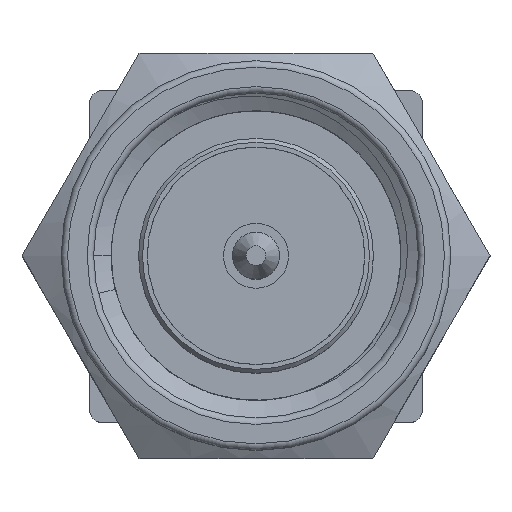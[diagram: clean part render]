
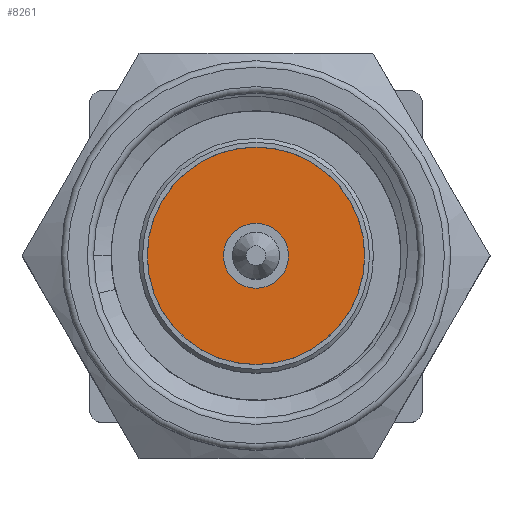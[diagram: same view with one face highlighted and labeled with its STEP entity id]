
A CAD part, top view. The second image highlights one B-rep face of the part: STEP entity #8261.
In plain terms, the highlighted planar face has unit normal (0, 0, 1).
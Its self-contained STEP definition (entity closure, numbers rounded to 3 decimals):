
#8079 = VERTEX_POINT('',#8080);
#8080 = CARTESIAN_POINT('',(2.125,0.,5.071));
#8087 = CYLINDRICAL_SURFACE('',#8088,2.125);
#8088 = AXIS2_PLACEMENT_3D('',#8089,#8090,#8091);
#8089 = CARTESIAN_POINT('',(-0.,0.,-4.429));
#8090 = DIRECTION('',(-0.,0.,-1.));
#8091 = DIRECTION('',(1.,0.,-0.));
#8106 = EDGE_CURVE('',#8079,#8079,#8107,.T.);
#8107 = SURFACE_CURVE('',#8108,(#8113,#8120),.PCURVE_S1.);
#8108 = CIRCLE('',#8109,2.125);
#8109 = AXIS2_PLACEMENT_3D('',#8110,#8111,#8112);
#8110 = CARTESIAN_POINT('',(0.,0.,5.071));
#8111 = DIRECTION('',(0.,0.,-1.));
#8112 = DIRECTION('',(1.,0.,0.));
#8113 = PCURVE('',#8087,#8114);
#8114 = DEFINITIONAL_REPRESENTATION('',(#8115),#8119);
#8115 = LINE('',#8116,#8117);
#8116 = CARTESIAN_POINT('',(0.,-9.5));
#8117 = VECTOR('',#8118,1.);
#8118 = DIRECTION('',(1.,0.));
#8119 = ( GEOMETRIC_REPRESENTATION_CONTEXT(2) 
PARAMETRIC_REPRESENTATION_CONTEXT() REPRESENTATION_CONTEXT('2D SPACE',''
  ) );
#8120 = PCURVE('',#8121,#8126);
#8121 = PLANE('',#8122);
#8122 = AXIS2_PLACEMENT_3D('',#8123,#8124,#8125);
#8123 = CARTESIAN_POINT('',(0.,0.,5.071));
#8124 = DIRECTION('',(0.,0.,1.));
#8125 = DIRECTION('',(1.,0.,0.));
#8126 = DEFINITIONAL_REPRESENTATION('',(#8127),#8135);
#8127 = ( BOUNDED_CURVE() B_SPLINE_CURVE(2,(#8128,#8129,#8130,#8131,
#8132,#8133,#8134),.UNSPECIFIED.,.T.,.F.) B_SPLINE_CURVE_WITH_KNOTS((1,2
    ,2,2,2,1),(-2.094,0.,2.094,4.189,
6.283,8.378),.UNSPECIFIED.) CURVE() 
GEOMETRIC_REPRESENTATION_ITEM() RATIONAL_B_SPLINE_CURVE((1.,0.5,1.,0.5,
1.,0.5,1.)) REPRESENTATION_ITEM('') );
#8128 = CARTESIAN_POINT('',(2.125,0.));
#8129 = CARTESIAN_POINT('',(2.125,-3.681));
#8130 = CARTESIAN_POINT('',(-1.063,-1.841));
#8131 = CARTESIAN_POINT('',(-4.251,0.));
#8132 = CARTESIAN_POINT('',(-1.063,1.841));
#8133 = CARTESIAN_POINT('',(2.125,3.681));
#8134 = CARTESIAN_POINT('',(2.125,0.));
#8135 = ( GEOMETRIC_REPRESENTATION_CONTEXT(2) 
PARAMETRIC_REPRESENTATION_CONTEXT() REPRESENTATION_CONTEXT('2D SPACE',''
  ) );
#8175 = VERTEX_POINT('',#8176);
#8176 = CARTESIAN_POINT('',(0.635,0.,5.071));
#8183 = CYLINDRICAL_SURFACE('',#8184,0.635);
#8184 = AXIS2_PLACEMENT_3D('',#8185,#8186,#8187);
#8185 = CARTESIAN_POINT('',(-0.,0.,-4.429));
#8186 = DIRECTION('',(-0.,0.,-1.));
#8187 = DIRECTION('',(1.,0.,-0.));
#8202 = EDGE_CURVE('',#8175,#8175,#8203,.T.);
#8203 = SURFACE_CURVE('',#8204,(#8209,#8216),.PCURVE_S1.);
#8204 = CIRCLE('',#8205,0.635);
#8205 = AXIS2_PLACEMENT_3D('',#8206,#8207,#8208);
#8206 = CARTESIAN_POINT('',(0.,0.,5.071));
#8207 = DIRECTION('',(0.,0.,-1.));
#8208 = DIRECTION('',(1.,0.,0.));
#8209 = PCURVE('',#8183,#8210);
#8210 = DEFINITIONAL_REPRESENTATION('',(#8211),#8215);
#8211 = LINE('',#8212,#8213);
#8212 = CARTESIAN_POINT('',(0.,-9.5));
#8213 = VECTOR('',#8214,1.);
#8214 = DIRECTION('',(1.,0.));
#8215 = ( GEOMETRIC_REPRESENTATION_CONTEXT(2) 
PARAMETRIC_REPRESENTATION_CONTEXT() REPRESENTATION_CONTEXT('2D SPACE',''
  ) );
#8216 = PCURVE('',#8121,#8217);
#8217 = DEFINITIONAL_REPRESENTATION('',(#8218),#8226);
#8218 = ( BOUNDED_CURVE() B_SPLINE_CURVE(2,(#8219,#8220,#8221,#8222,
#8223,#8224,#8225),.UNSPECIFIED.,.T.,.F.) B_SPLINE_CURVE_WITH_KNOTS((1,2
    ,2,2,2,1),(-2.094,0.,2.094,4.189,
6.283,8.378),.UNSPECIFIED.) CURVE() 
GEOMETRIC_REPRESENTATION_ITEM() RATIONAL_B_SPLINE_CURVE((1.,0.5,1.,0.5,
1.,0.5,1.)) REPRESENTATION_ITEM('') );
#8219 = CARTESIAN_POINT('',(0.635,0.));
#8220 = CARTESIAN_POINT('',(0.635,-1.1));
#8221 = CARTESIAN_POINT('',(-0.318,-0.55));
#8222 = CARTESIAN_POINT('',(-1.27,0.));
#8223 = CARTESIAN_POINT('',(-0.318,0.55));
#8224 = CARTESIAN_POINT('',(0.635,1.1));
#8225 = CARTESIAN_POINT('',(0.635,0.));
#8226 = ( GEOMETRIC_REPRESENTATION_CONTEXT(2) 
PARAMETRIC_REPRESENTATION_CONTEXT() REPRESENTATION_CONTEXT('2D SPACE',''
  ) );
#8261 = ADVANCED_FACE('',(#8262,#8265),#8121,.T.);
#8262 = FACE_BOUND('',#8263,.F.);
#8263 = EDGE_LOOP('',(#8264));
#8264 = ORIENTED_EDGE('',*,*,#8106,.T.);
#8265 = FACE_BOUND('',#8266,.T.);
#8266 = EDGE_LOOP('',(#8267));
#8267 = ORIENTED_EDGE('',*,*,#8202,.T.);
